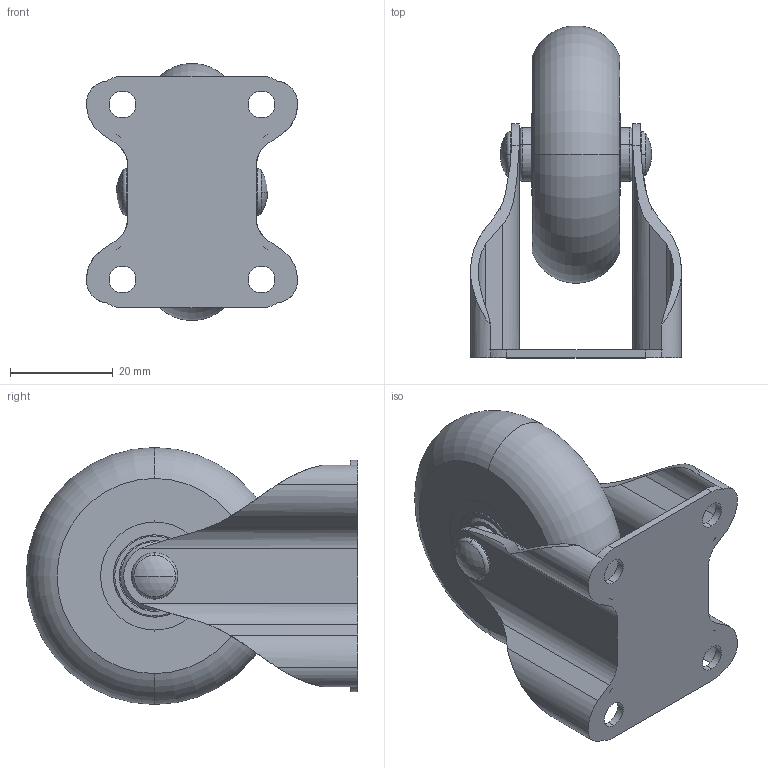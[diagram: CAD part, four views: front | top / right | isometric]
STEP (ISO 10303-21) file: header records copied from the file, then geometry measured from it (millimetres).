
FILE_DESCRIPTION (( 'STEP AP203' ), '1' );
FILE_NAME ('ACSU-50RF.STEP', '2015-09-25T03:02:13', ( 'WON SINCHUL' ), ( 'Hewlett-Packard Company' ), 'SwSTEP 2.0', 'SolidWorks 2015', '' );
FILE_SCHEMA (( 'CONFIG_CONTROL_DESIGN' ));
Length unit declared in the file: millimetre
Products named in the file (1): ACSU-50RF
Bounding box: 40.97 x 64.47 x 49.94 mm (x, y, z)
Volume: 35725.9 mm3; surface area: 22271 mm2
Topology: 10 solids, 10 shells, 321 faces, 813 edges, 518 vertices
Faces by surface type: cylinder 157, torus 70, plane 70, cone 16, sphere 4, bspline 4
Entity records: 10744 total; most frequent: CARTESIAN_POINT 2861, DIRECTION 1659, ORIENTED_EDGE 1626, EDGE_CURVE 813, AXIS2_PLACEMENT_3D 704, VERTEX_POINT 518, CIRCLE 386, EDGE_LOOP 379
